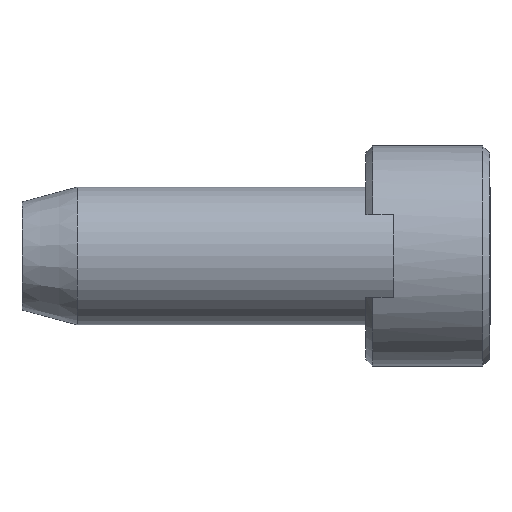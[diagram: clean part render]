
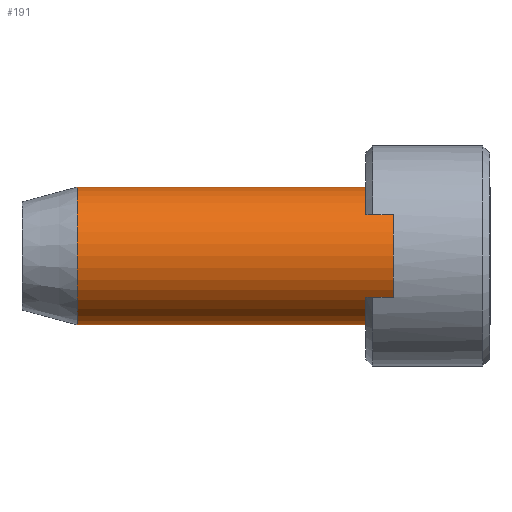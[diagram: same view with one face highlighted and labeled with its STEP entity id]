
A CAD part, front view. The second image highlights one B-rep face of the part: STEP entity #191.
In plain terms, the highlighted cylindrical face has radius 2.5 mm (diameter 5 mm), a full revolution.
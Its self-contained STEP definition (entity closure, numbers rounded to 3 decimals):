
#191 = ADVANCED_FACE( '', ( #347, #348 ), #349, .T. );
#347 = FACE_OUTER_BOUND( '', #481, .T. );
#348 = FACE_OUTER_BOUND( '', #482, .T. );
#349 = CYLINDRICAL_SURFACE( '', #483, 2.5 );
#481 = EDGE_LOOP( '', ( #699 ) );
#482 = EDGE_LOOP( '', ( #700 ) );
#483 = AXIS2_PLACEMENT_3D( '', #701, #702, #703 );
#699 = ORIENTED_EDGE( '', *, *, #815, .T. );
#700 = ORIENTED_EDGE( '', *, *, #818, .F. );
#701 = CARTESIAN_POINT( '', ( -60., 0., 0. ) );
#702 = DIRECTION( '', ( 1., 0., 0. ) );
#703 = DIRECTION( '', ( 0., 0., 1. ) );
#815 = EDGE_CURVE( '', #936, #936, #937, .T. );
#818 = EDGE_CURVE( '', #940, #940, #941, .T. );
#936 = VERTEX_POINT( '', #1087 );
#937 = CIRCLE( '', #1088, 2.5 );
#940 = VERTEX_POINT( '', #1091 );
#941 = CIRCLE( '', #1092, 2.5 );
#1087 = CARTESIAN_POINT( '', ( -3., 0., 2.5 ) );
#1088 = AXIS2_PLACEMENT_3D( '', #1198, #1199, #1200 );
#1091 = CARTESIAN_POINT( '', ( -15., 0., 2.5 ) );
#1092 = AXIS2_PLACEMENT_3D( '', #1201, #1202, #1203 );
#1198 = CARTESIAN_POINT( '', ( -3., 0., 0. ) );
#1199 = DIRECTION( '', ( -1., 0., 0. ) );
#1200 = DIRECTION( '', ( 0., 0., 1. ) );
#1201 = CARTESIAN_POINT( '', ( -15., 0., 0. ) );
#1202 = DIRECTION( '', ( -1., 0., 0. ) );
#1203 = DIRECTION( '', ( 0., 0., 1. ) );
